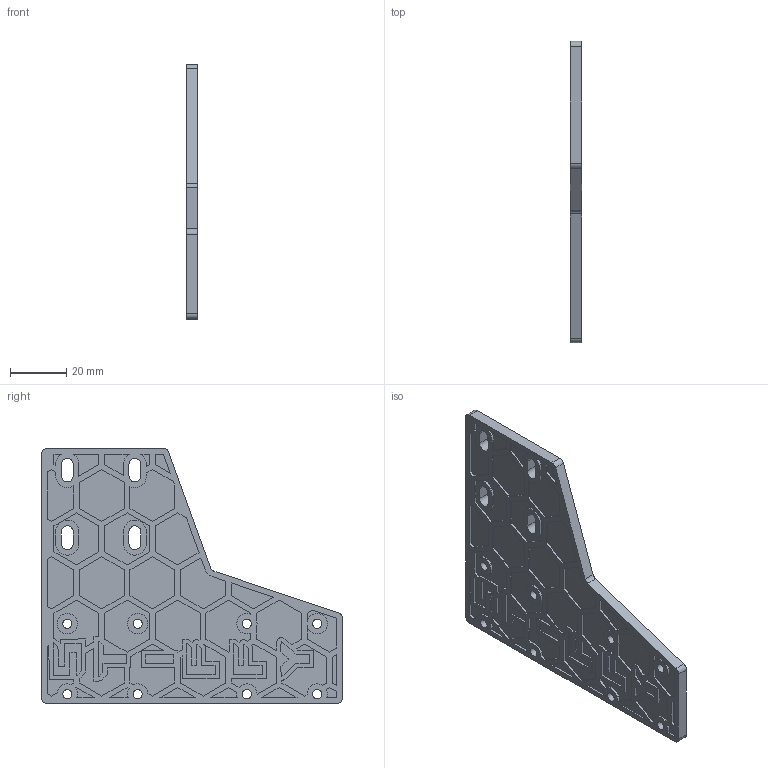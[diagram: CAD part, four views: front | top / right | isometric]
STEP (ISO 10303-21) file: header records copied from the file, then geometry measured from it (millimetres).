
FILE_DESCRIPTION(/* description */ (''),/* implementation_level */ '2;1');
FILE_NAME(/* name */ 'Z L Stiffy Bracket.step',/* time_stamp */ '2024-09-24T21:39:52-04:00',/* author */ (''),/* organization */ (''),/* preprocessor_version */ 'ST-DEVELOPER v20',/* originating_system */ 'Autodesk Translation Framework v13.20.0.188',/* authorisation */ '');
FILE_SCHEMA (('AUTOMOTIVE_DESIGN { 1 0 10303 214 3 1 1 }'));
Length unit declared in the file: millimetre
Products named in the file (4): SnapmakerA350T - CTZ; Stiffy Kit; Z ASSY Left; Stiffy Bracket L
Assembly tree (3 placements, depth 4):
  SnapmakerA350T - CTZ
    Stiffy Kit
      Z ASSY Left
        Stiffy Bracket L
Bounding box: 4 x 107 x 90.5 mm (x, y, z)
Volume: 23853.4 mm3; surface area: 17288 mm2
Topology: 1 solids, 1 shells, 452 faces, 1214 edges, 806 vertices
Faces by surface type: plane 362, cylinder 47, bspline 43
Full cylindrical faces by diameter (mm): 3.25 x8, 7.25 x2
Entity records: 14909 total; most frequent: CARTESIAN_POINT 3390, ORIENTED_EDGE 2428, DIRECTION 2054, EDGE_CURVE 1214, LINE 1034, VECTOR 1034, VERTEX_POINT 806, EDGE_LOOP 522
